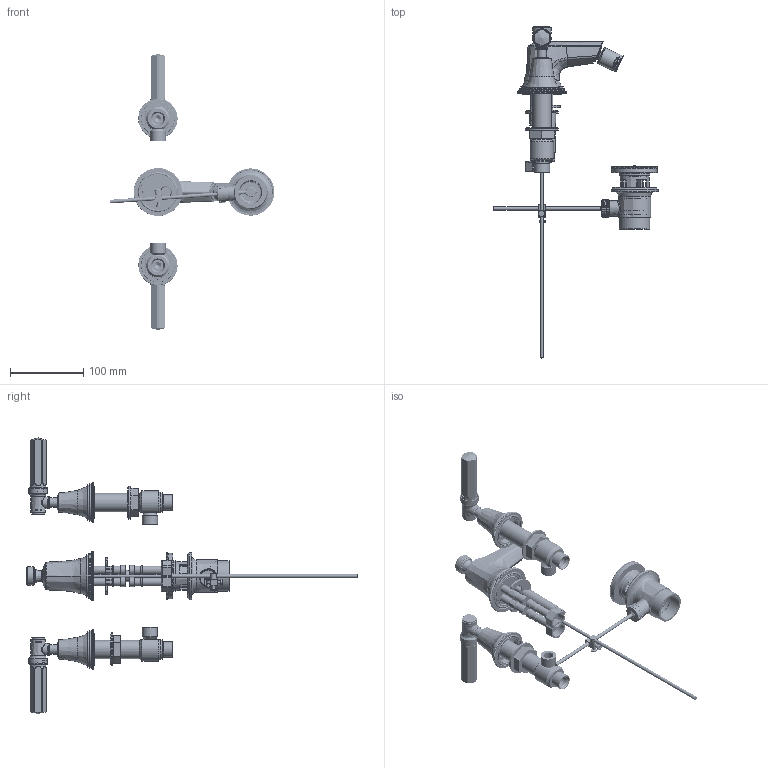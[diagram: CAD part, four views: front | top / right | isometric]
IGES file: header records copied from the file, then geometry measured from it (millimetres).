
Global section: file name: V6K13-L; native system: Autodesk Inventor 2014; preprocessor: unknown; author: mblakey; date: 20131125.122844; units: millimetre
Bounding box: 223.84 x 452 x 376 mm (x, y, z)
Volume: 531392.5 mm3; surface area: 263190.9 mm2
Topology: 70 solids, 74 shells, 4896 faces, 12944 edges, 8512 vertices
Faces by surface type: bspline 4896
